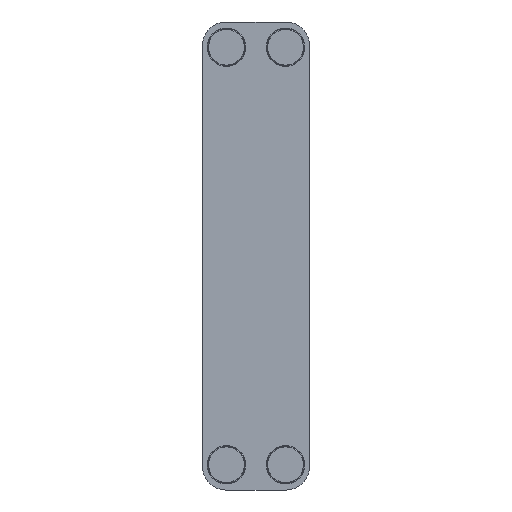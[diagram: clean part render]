
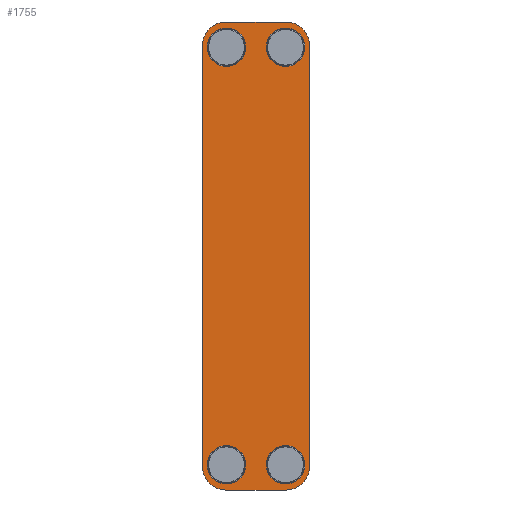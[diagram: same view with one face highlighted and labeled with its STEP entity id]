
A CAD part, front view. The second image highlights one B-rep face of the part: STEP entity #1755.
In plain terms, the highlighted planar face has unit normal (0, -1, 0).
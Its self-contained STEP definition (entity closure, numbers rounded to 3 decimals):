
#261=FACE_OUTER_BOUND('',#435,.T.);
#435=EDGE_LOOP('',(#1480,#1481,#1482,#1483,#1484,#1485,#1486,#1487));
#632=VERTEX_POINT('',#10548);
#633=VERTEX_POINT('',#10550);
#634=VERTEX_POINT('',#10554);
#635=VERTEX_POINT('',#10558);
#636=VERTEX_POINT('',#10562);
#637=VERTEX_POINT('',#10566);
#638=VERTEX_POINT('',#10570);
#639=VERTEX_POINT('',#10574);
#913=EDGE_CURVE('',#633,#632,#4443,.T.);
#916=EDGE_CURVE('',#632,#634,#2287,.T.);
#918=EDGE_CURVE('',#634,#635,#4447,.T.);
#920=EDGE_CURVE('',#635,#636,#2288,.T.);
#922=EDGE_CURVE('',#636,#637,#4450,.T.);
#924=EDGE_CURVE('',#637,#638,#2289,.T.);
#925=EDGE_CURVE('',#638,#639,#4452,.T.);
#926=EDGE_CURVE('',#639,#633,#2290,.T.);
#1480=ORIENTED_EDGE('',*,*,#925,.T.);
#1481=ORIENTED_EDGE('',*,*,#926,.T.);
#1482=ORIENTED_EDGE('',*,*,#913,.T.);
#1483=ORIENTED_EDGE('',*,*,#916,.T.);
#1484=ORIENTED_EDGE('',*,*,#918,.T.);
#1485=ORIENTED_EDGE('',*,*,#920,.T.);
#1486=ORIENTED_EDGE('',*,*,#922,.T.);
#1487=ORIENTED_EDGE('',*,*,#924,.T.);
#1614=PLANE('',#5683);
#1755=ADVANCED_FACE('',(#261),#1614,.T.);
#2287=CIRCLE('',#5676,27.);
#2288=CIRCLE('',#5679,27.);
#2289=CIRCLE('',#5682,27.);
#2290=CIRCLE('',#5684,27.);
#4443=LINE('',#10551,#5015);
#4447=LINE('',#10560,#5019);
#4450=LINE('',#10568,#5022);
#4452=LINE('',#10575,#5024);
#5015=VECTOR('',#7516,10.);
#5019=VECTOR('',#7526,10.);
#5022=VECTOR('',#7535,10.);
#5024=VECTOR('',#7543,10.);
#5676=AXIS2_PLACEMENT_3D('',#10556,#7521,#7522);
#5679=AXIS2_PLACEMENT_3D('',#10564,#7530,#7531);
#5682=AXIS2_PLACEMENT_3D('',#10572,#7539,#7540);
#5683=AXIS2_PLACEMENT_3D('',#10573,#7541,#7542);
#5684=AXIS2_PLACEMENT_3D('',#10576,#7544,#7545);
#7516=DIRECTION('',(1.,0.,0.));
#7521=DIRECTION('center_axis',(0.,-1.,0.));
#7522=DIRECTION('ref_axis',(0.,0.,-1.));
#7526=DIRECTION('',(0.,0.,1.));
#7530=DIRECTION('center_axis',(0.,-1.,0.));
#7531=DIRECTION('ref_axis',(1.,0.,0.));
#7535=DIRECTION('',(-1.,0.,0.));
#7539=DIRECTION('center_axis',(0.,-1.,0.));
#7540=DIRECTION('ref_axis',(0.,0.,
1.));
#7541=DIRECTION('center_axis',(0.,-1.,0.));
#7542=DIRECTION('ref_axis',(1.,0.,0.));
#7543=DIRECTION('',(0.,0.,-1.));
#7544=DIRECTION('center_axis',(0.,-1.,0.));
#7545=DIRECTION('ref_axis',(-1.,0.,0.));
#10548=CARTESIAN_POINT('',(34.5,0.,0.));
#10550=CARTESIAN_POINT('',(-34.5,0.,0.));
#10551=CARTESIAN_POINT('',(-34.5,0.,0.));
#10554=CARTESIAN_POINT('',(61.5,0.,27.));
#10556=CARTESIAN_POINT('Origin',(34.5,0.,27.));
#10558=CARTESIAN_POINT('',(61.5,0.,511.));
#10560=CARTESIAN_POINT('',(61.5,0.,27.));
#10562=CARTESIAN_POINT('',(34.5,0.,538.));
#10564=CARTESIAN_POINT('Origin',(34.5,0.,511.));
#10566=CARTESIAN_POINT('',(-34.5,0.,538.));
#10568=CARTESIAN_POINT('',(34.5,0.,538.));
#10570=CARTESIAN_POINT('',(-61.5,0.,511.));
#10572=CARTESIAN_POINT('Origin',(-34.5,0.,511.));
#10573=CARTESIAN_POINT('Origin',(0.,0.,
143.));
#10574=CARTESIAN_POINT('',(-61.5,0.,27.));
#10575=CARTESIAN_POINT('',(-61.5,0.,259.));
#10576=CARTESIAN_POINT('Origin',(-34.5,0.,27.));
